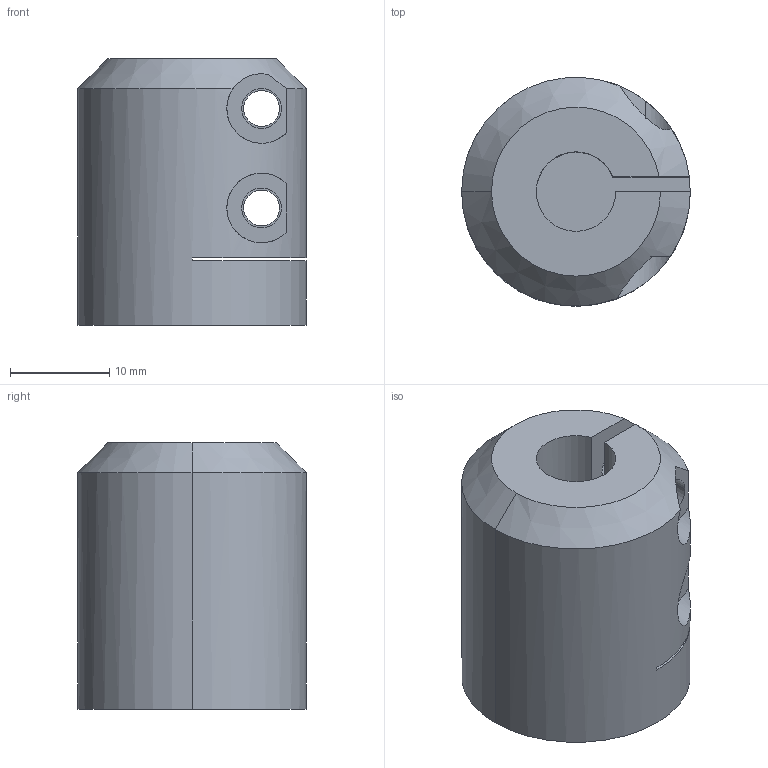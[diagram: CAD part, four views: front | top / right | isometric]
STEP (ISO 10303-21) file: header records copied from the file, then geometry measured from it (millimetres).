
FILE_DESCRIPTION (( 'STEP AP203' ), '1' );
FILE_NAME ('Sprzêg³o œruba trapezowa.STEP', '2025-02-08T00:48:36', ( '' ), ( '' ), 'SwSTEP 2.0', 'SolidWorks 2024', '' );
FILE_SCHEMA (( 'CONFIG_CONTROL_DESIGN' ));
Length unit declared in the file: millimetre
Products named in the file (1): Sprzęgło śruba trapezowa
Bounding box: 23 x 23 x 26.8 mm (x, y, z)
Volume: 8302.4 mm3; surface area: 4251.4 mm2
Topology: 1 solids, 1 shells, 44 faces, 112 edges, 73 vertices
Faces by surface type: cylinder 20, plane 18, cone 6
Entity records: 1648 total; most frequent: CARTESIAN_POINT 469, DIRECTION 235, ORIENTED_EDGE 224, EDGE_CURVE 112, AXIS2_PLACEMENT_3D 91, VERTEX_POINT 73, EDGE_LOOP 55, VECTOR 53
